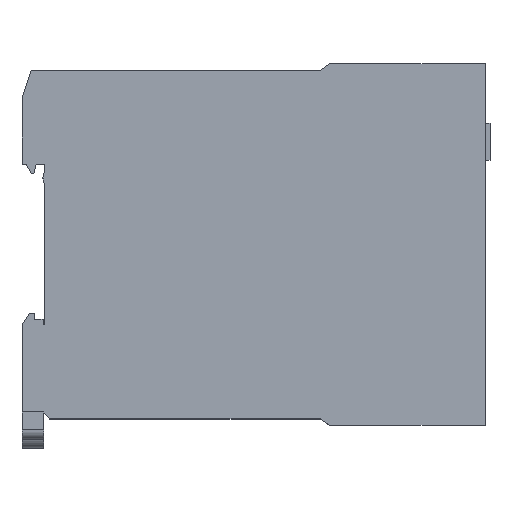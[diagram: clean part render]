
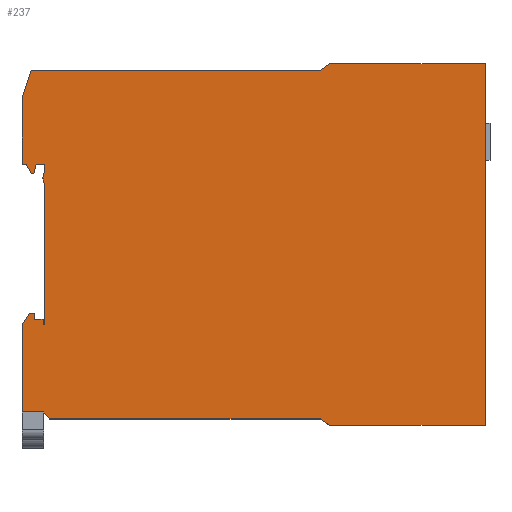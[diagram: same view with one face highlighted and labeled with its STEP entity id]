
A CAD part, top view. The second image highlights one B-rep face of the part: STEP entity #237.
In plain terms, the highlighted planar face has unit normal (0, 0, 1).
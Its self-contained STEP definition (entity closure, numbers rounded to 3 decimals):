
#237=ADVANCED_FACE('',(#581),#582,.T.);
#581=FACE_OUTER_BOUND('',#926,.T.);
#582=PLANE('',#927);
#926=EDGE_LOOP('',(#2244,#2245,#2246,#2247,#2248,#2249,#2250,#2251,#2252,#2253,#2254,#2255,#2256,#2257,#2258,#2259,#2260,#2261,#2262,#2263,#2264,#2265,#2266,#2267,#2268,#2269,#2270));
#927=AXIS2_PLACEMENT_3D('',#2271,#2272,#2273);
#2244=ORIENTED_EDGE('',*,*,#2664,.F.);
#2245=ORIENTED_EDGE('',*,*,#2743,.F.);
#2246=ORIENTED_EDGE('',*,*,#2740,.F.);
#2247=ORIENTED_EDGE('',*,*,#2737,.F.);
#2248=ORIENTED_EDGE('',*,*,#2734,.F.);
#2249=ORIENTED_EDGE('',*,*,#2731,.F.);
#2250=ORIENTED_EDGE('',*,*,#2728,.F.);
#2251=ORIENTED_EDGE('',*,*,#2725,.F.);
#2252=ORIENTED_EDGE('',*,*,#2722,.F.);
#2253=ORIENTED_EDGE('',*,*,#2719,.F.);
#2254=ORIENTED_EDGE('',*,*,#2716,.F.);
#2255=ORIENTED_EDGE('',*,*,#2713,.F.);
#2256=ORIENTED_EDGE('',*,*,#2710,.F.);
#2257=ORIENTED_EDGE('',*,*,#2707,.F.);
#2258=ORIENTED_EDGE('',*,*,#2704,.F.);
#2259=ORIENTED_EDGE('',*,*,#2701,.F.);
#2260=ORIENTED_EDGE('',*,*,#2698,.F.);
#2261=ORIENTED_EDGE('',*,*,#2695,.F.);
#2262=ORIENTED_EDGE('',*,*,#2692,.F.);
#2263=ORIENTED_EDGE('',*,*,#2689,.F.);
#2264=ORIENTED_EDGE('',*,*,#2686,.F.);
#2265=ORIENTED_EDGE('',*,*,#2683,.F.);
#2266=ORIENTED_EDGE('',*,*,#2680,.F.);
#2267=ORIENTED_EDGE('',*,*,#2677,.F.);
#2268=ORIENTED_EDGE('',*,*,#2674,.F.);
#2269=ORIENTED_EDGE('',*,*,#2671,.F.);
#2270=ORIENTED_EDGE('',*,*,#2668,.F.);
#2271=CARTESIAN_POINT('',(44.595,-17.605,22.5));
#2272=DIRECTION('',(0.0,0.0,1.0));
#2273=DIRECTION('',(1.0,0.0,0.0));
#2664=EDGE_CURVE('',#3345,#3346,#3347,.T.);
#2668=EDGE_CURVE('',#3346,#3353,#3354,.T.);
#2671=EDGE_CURVE('',#3353,#3358,#3359,.T.);
#2674=EDGE_CURVE('',#3358,#3363,#3364,.T.);
#2677=EDGE_CURVE('',#3363,#3368,#3369,.T.);
#2680=EDGE_CURVE('',#3368,#3373,#3374,.T.);
#2683=EDGE_CURVE('',#3373,#3378,#3379,.T.);
#2686=EDGE_CURVE('',#3378,#3383,#3384,.T.);
#2689=EDGE_CURVE('',#3383,#3388,#3389,.T.);
#2692=EDGE_CURVE('',#3388,#3393,#3394,.T.);
#2695=EDGE_CURVE('',#3393,#3398,#3399,.T.);
#2698=EDGE_CURVE('',#3398,#3403,#3404,.T.);
#2701=EDGE_CURVE('',#3403,#3408,#3409,.T.);
#2704=EDGE_CURVE('',#3408,#3413,#3414,.T.);
#2707=EDGE_CURVE('',#3413,#3418,#3419,.T.);
#2710=EDGE_CURVE('',#3418,#3423,#3424,.T.);
#2713=EDGE_CURVE('',#3423,#3428,#3429,.T.);
#2716=EDGE_CURVE('',#3428,#3433,#3434,.T.);
#2719=EDGE_CURVE('',#3433,#3438,#3439,.T.);
#2722=EDGE_CURVE('',#3438,#3443,#3444,.T.);
#2725=EDGE_CURVE('',#3443,#3448,#3449,.T.);
#2728=EDGE_CURVE('',#3448,#3453,#3454,.T.);
#2731=EDGE_CURVE('',#3453,#3458,#3459,.T.);
#2734=EDGE_CURVE('',#3458,#3463,#3464,.T.);
#2737=EDGE_CURVE('',#3463,#3468,#3469,.T.);
#2740=EDGE_CURVE('',#3468,#3473,#3474,.T.);
#2743=EDGE_CURVE('',#3473,#3345,#3478,.T.);
#3345=VERTEX_POINT('',#4322);
#3346=VERTEX_POINT('',#4323);
#3347=LINE('',#4324,#4325);
#3353=VERTEX_POINT('',#4334);
#3354=LINE('',#4335,#4336);
#3358=VERTEX_POINT('',#4342);
#3359=LINE('',#4343,#4344);
#3363=VERTEX_POINT('',#4350);
#3364=LINE('',#4351,#4352);
#3368=VERTEX_POINT('',#4358);
#3369=LINE('',#4359,#4360);
#3373=VERTEX_POINT('',#4366);
#3374=LINE('',#4367,#4368);
#3378=VERTEX_POINT('',#4374);
#3379=LINE('',#4375,#4376);
#3383=VERTEX_POINT('',#4382);
#3384=LINE('',#4383,#4384);
#3388=VERTEX_POINT('',#4390);
#3389=LINE('',#4391,#4392);
#3393=VERTEX_POINT('',#4398);
#3394=LINE('',#4399,#4400);
#3398=VERTEX_POINT('',#4406);
#3399=LINE('',#4407,#4408);
#3403=VERTEX_POINT('',#4414);
#3404=LINE('',#4415,#4416);
#3408=VERTEX_POINT('',#4422);
#3409=LINE('',#4423,#4424);
#3413=VERTEX_POINT('',#4430);
#3414=LINE('',#4431,#4432);
#3418=VERTEX_POINT('',#4438);
#3419=LINE('',#4439,#4440);
#3423=VERTEX_POINT('',#4446);
#3424=LINE('',#4447,#4448);
#3428=VERTEX_POINT('',#4454);
#3429=LINE('',#4455,#4456);
#3433=VERTEX_POINT('',#4462);
#3434=LINE('',#4463,#4464);
#3438=VERTEX_POINT('',#4470);
#3439=LINE('',#4471,#4472);
#3443=VERTEX_POINT('',#4478);
#3444=LINE('',#4479,#4480);
#3448=VERTEX_POINT('',#4486);
#3449=LINE('',#4487,#4488);
#3453=VERTEX_POINT('',#4494);
#3454=LINE('',#4495,#4496);
#3458=VERTEX_POINT('',#4502);
#3459=LINE('',#4503,#4504);
#3463=VERTEX_POINT('',#4510);
#3464=LINE('',#4511,#4512);
#3468=VERTEX_POINT('',#4518);
#3469=LINE('',#4519,#4520);
#3473=VERTEX_POINT('',#4526);
#3474=LINE('',#4527,#4528);
#3478=LINE('',#4534,#4535);
#4322=CARTESIAN_POINT('',(-3.,20.5,22.5));
#4323=CARTESIAN_POINT('',(60.,20.5,22.5));
#4324=CARTESIAN_POINT('',(-3.,20.5,22.5));
#4325=VECTOR('',#5134,1.0);
#4334=CARTESIAN_POINT('',(62.,21.9,22.5));
#4335=CARTESIAN_POINT('',(60.,20.5,22.5));
#4336=VECTOR('',#5138,1.0);
#4342=CARTESIAN_POINT('',(96.,21.9,22.5));
#4343=CARTESIAN_POINT('',(62.,21.9,22.5));
#4344=VECTOR('',#5141,1.0);
#4350=CARTESIAN_POINT('',(96.,-56.9,22.5));
#4351=CARTESIAN_POINT('',(96.,-56.9,22.5));
#4352=VECTOR('',#5144,1.0);
#4358=CARTESIAN_POINT('',(62.,-56.9,22.5));
#4359=CARTESIAN_POINT('',(62.,-56.9,22.5));
#4360=VECTOR('',#5147,1.0);
#4366=CARTESIAN_POINT('',(60.,-55.5,22.5));
#4367=CARTESIAN_POINT('',(60.,-55.5,22.5));
#4368=VECTOR('',#5150,1.0);
#4374=CARTESIAN_POINT('',(1.,-55.5,22.5));
#4375=CARTESIAN_POINT('',(1.,-55.5,22.5));
#4376=VECTOR('',#5153,1.0);
#4382=CARTESIAN_POINT('',(-0.3,-54.,22.5));
#4383=CARTESIAN_POINT('',(1.,-55.5,22.5));
#4384=VECTOR('',#5156,1.0);
#4390=CARTESIAN_POINT('',(-5.,-54.,22.5));
#4391=CARTESIAN_POINT('',(-5.,-54.,22.5));
#4392=VECTOR('',#5159,1.0);
#4398=CARTESIAN_POINT('',(-5.,-35.001,22.5));
#4399=CARTESIAN_POINT('',(-5.,-54.,22.5));
#4400=VECTOR('',#5162,1.0);
#4406=CARTESIAN_POINT('',(-3.4,-32.501,22.5));
#4407=CARTESIAN_POINT('',(-5.,-35.001,22.5));
#4408=VECTOR('',#5165,1.0);
#4414=CARTESIAN_POINT('',(-2.3,-32.501,22.5));
#4415=CARTESIAN_POINT('',(-3.4,-32.501,22.5));
#4416=VECTOR('',#5168,1.0);
#4422=CARTESIAN_POINT('',(-2.3,-33.801,22.5));
#4423=CARTESIAN_POINT('',(-2.3,-32.501,22.5));
#4424=VECTOR('',#5171,1.0);
#4430=CARTESIAN_POINT('',(-0.4,-33.801,22.5));
#4431=CARTESIAN_POINT('',(-2.3,-33.801,22.5));
#4432=VECTOR('',#5174,1.0);
#4438=CARTESIAN_POINT('',(-0.4,-35.001,22.5));
#4439=CARTESIAN_POINT('',(-0.4,-35.001,22.5));
#4440=VECTOR('',#5177,1.0);
#4446=CARTESIAN_POINT('',(0.,-35.001,22.5));
#4447=CARTESIAN_POINT('',(0.,-35.001,22.5));
#4448=VECTOR('',#5180,1.0);
#4454=CARTESIAN_POINT('',(0.,-5.,22.5));
#4455=CARTESIAN_POINT('',(0.,-5.,22.5));
#4456=VECTOR('',#5183,1.0);
#4462=CARTESIAN_POINT('',(-0.45,-3.,22.5));
#4463=CARTESIAN_POINT('',(0.,-5.,22.5));
#4464=VECTOR('',#5186,1.0);
#4470=CARTESIAN_POINT('',(0.,-1.,22.5));
#4471=CARTESIAN_POINT('',(-0.45,-3.,22.5));
#4472=VECTOR('',#5189,1.0);
#4478=CARTESIAN_POINT('',(0.0,0.0,22.5));
#4479=CARTESIAN_POINT('',(0.,-1.,22.5));
#4480=VECTOR('',#5192,1.0);
#4486=CARTESIAN_POINT('',(-1.9,0.,22.5));
#4487=CARTESIAN_POINT('',(0.0,0.0,22.5));
#4488=VECTOR('',#5195,1.0);
#4494=CARTESIAN_POINT('',(-2.436,-2.,22.5));
#4495=CARTESIAN_POINT('',(-2.436,-2.,22.5));
#4496=VECTOR('',#5198,1.0);
#4502=CARTESIAN_POINT('',(-2.945,-2.,22.5));
#4503=CARTESIAN_POINT('',(-2.436,-2.,22.5));
#4504=VECTOR('',#5201,1.0);
#4510=CARTESIAN_POINT('',(-4.1,0.,22.5));
#4511=CARTESIAN_POINT('',(-2.945,-2.,22.5));
#4512=VECTOR('',#5204,1.0);
#4518=CARTESIAN_POINT('',(-5.,-0.001,22.5));
#4519=CARTESIAN_POINT('',(-4.1,0.,22.5));
#4520=VECTOR('',#5207,1.0);
#4526=CARTESIAN_POINT('',(-5.,14.5,22.5));
#4527=CARTESIAN_POINT('',(-5.,-0.001,22.5));
#4528=VECTOR('',#5210,1.0);
#4534=CARTESIAN_POINT('',(-3.,20.5,22.5));
#4535=VECTOR('',#5213,1.0);
#5134=DIRECTION('',(1.0,0.0,0.0));
#5138=DIRECTION('',(0.819,0.573,0.0));
#5141=DIRECTION('',(1.0,0.0,0.0));
#5144=DIRECTION('',(0.0,-1.0,0.0));
#5147=DIRECTION('',(-1.0,0.0,0.0));
#5150=DIRECTION('',(-0.819,0.573,0.0));
#5153=DIRECTION('',(-1.0,0.0,0.0));
#5156=DIRECTION('',(-0.655,0.756,0.0));
#5159=DIRECTION('',(-1.0,0.0,0.0));
#5162=DIRECTION('',(0.,1.,0.0));
#5165=DIRECTION('',(0.539,0.842,0.0));
#5168=DIRECTION('',(1.,0.,0.0));
#5171=DIRECTION('',(0.,-1.,0.0));
#5174=DIRECTION('',(1.,0.,0.0));
#5177=DIRECTION('',(0.,-1.,0.0));
#5180=DIRECTION('',(1.,0.,0.0));
#5183=DIRECTION('',(0.,1.,0.0));
#5186=DIRECTION('',(-0.22,0.976,0.0));
#5189=DIRECTION('',(0.22,0.976,0.0));
#5192=DIRECTION('',(0.,1.,0.0));
#5195=DIRECTION('',(-1.,0.,0.0));
#5198=DIRECTION('',(-0.259,-0.966,0.0));
#5201=DIRECTION('',(-1.,0.,0.0));
#5204=DIRECTION('',(-0.5,0.866,0.0));
#5207=DIRECTION('',(-1.,0.,0.0));
#5210=DIRECTION('',(0.0,1.0,0.0));
#5213=DIRECTION('',(0.316,0.949,0.0));
